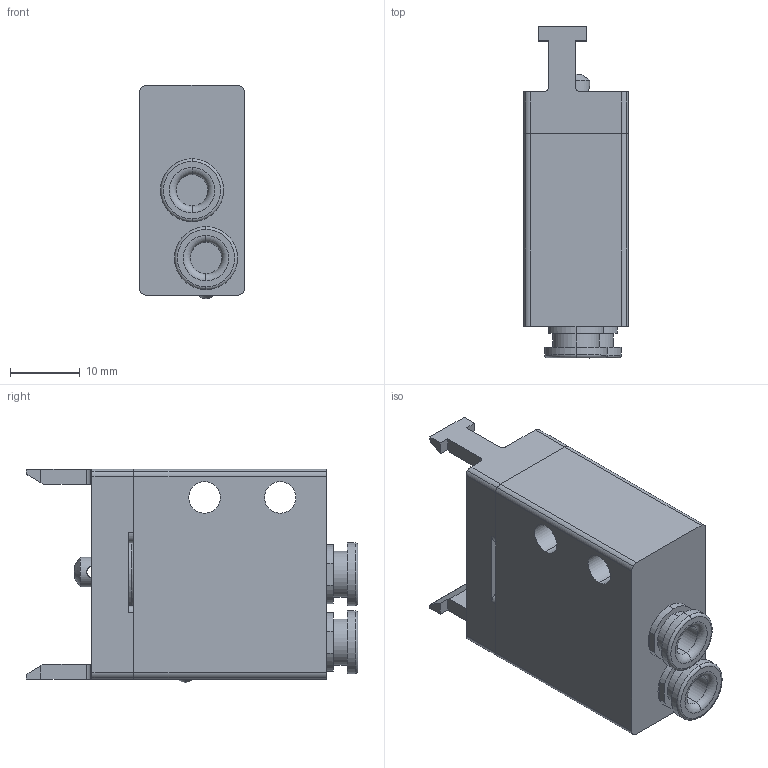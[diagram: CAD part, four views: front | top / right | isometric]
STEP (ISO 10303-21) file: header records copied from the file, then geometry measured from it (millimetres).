
FILE_DESCRIPTION((''),'2;1');
FILE_NAME('08_031_4.stp','2002-12-02T16:43:58',('Branislav Petkovic'),('AZ Pneumatica'),'AutoCAD STEP 2000i','AutoCAD 2000i','Via J. F. Kennedy, 26, 20020 Misinto (MI), ITALY');
FILE_SCHEMA(('CONFIG_CONTROL_DESIGN'));
Length unit declared in the file: millimetre
Products named in the file (11): 08_031_4; 304MA TELO; PART1A; PUSH IN 4MM; PART1; PART2; PLASICNI NOSAC MANJI; PART1AA; RECESSED PAN HEAD SCREW - ISO 7045 - M3 X 4 - 4.8 - Z; PIPAK 304 MB; PART1AAA
Assembly tree (12 placements, depth 3):
  08_031_4
    304MA TELO
      PART1A
    PUSH IN 4MM  x2
      PART1
      PART2
    PLASICNI NOSAC MANJI
      PART1AA
      RECESSED PAN HEAD SCREW - ISO 7045 - M3 X 4 - 4.8 - Z  x2
    PIPAK 304 MB
      PART1AAA
Bounding box: 15 x 47.4 x 30.5 mm (x, y, z)
Surface area: 8107.3 mm2 (no closed solid volume)
Topology: 0 solids, 9 shells, 405 faces, 961 edges, 588 vertices
Faces by surface type: plane 129, cylinder 126, cone 78, torus 64, sphere 6, bspline 2
Entity records: 8519 total; most frequent: DIRECTION 1574, CARTESIAN_POINT 1552, ORIENTED_EDGE 1334, EDGE_CURVE 667, AXIS2_PLACEMENT_3D 637, VERTEX_POINT 417, CIRCLE 351, EDGE_LOOP 304
